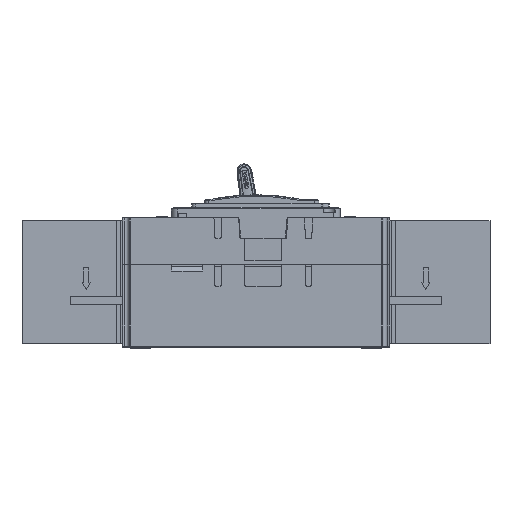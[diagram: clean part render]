
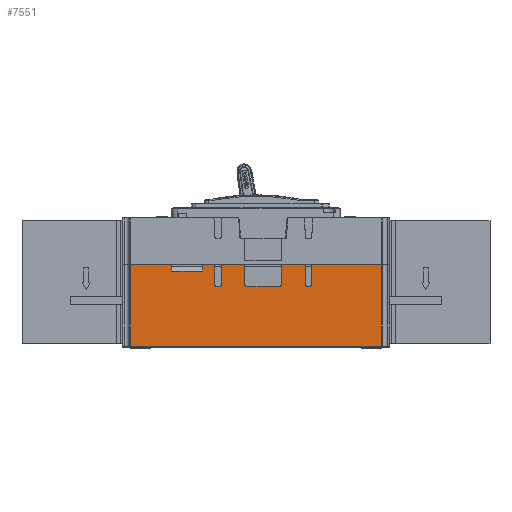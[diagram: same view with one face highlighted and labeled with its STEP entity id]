
A CAD part, front view. The second image highlights one B-rep face of the part: STEP entity #7551.
In plain terms, the highlighted planar face has unit normal (0, -1, 0).
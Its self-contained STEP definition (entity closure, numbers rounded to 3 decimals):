
#3781=PLANE('',#65496);
#7551=ADVANCED_FACE('',(#11587),#3781,.T.);
#11587=FACE_OUTER_BOUND('',#15206,.T.);
#15206=EDGE_LOOP('',(#33183,#33184,#33185,#33186,#33187,#33188,#33189,#33190,
#33191,#33192,#33193,#33194,#33195,#33196,#33197,#33198,#33199,#33200,#33201,
#33202,#33203,#33204,#33205,#33206,#33207,#33208));
#16875=CIRCLE('',#64455,0.5);
#16876=CIRCLE('',#64458,0.5);
#16931=CIRCLE('',#64562,0.5);
#16932=CIRCLE('',#64565,0.5);
#16943=CIRCLE('',#64595,0.5);
#17337=CIRCLE('',#65489,0.5);
#33183=ORIENTED_EDGE('',*,*,#48565,.T.);
#33184=ORIENTED_EDGE('',*,*,#48563,.F.);
#33185=ORIENTED_EDGE('',*,*,#48544,.T.);
#33186=ORIENTED_EDGE('',*,*,#47006,.T.);
#33187=ORIENTED_EDGE('',*,*,#47004,.T.);
#33188=ORIENTED_EDGE('',*,*,#47002,.T.);
#33189=ORIENTED_EDGE('',*,*,#47000,.T.);
#33190=ORIENTED_EDGE('',*,*,#46993,.T.);
#33191=ORIENTED_EDGE('',*,*,#48543,.F.);
#33192=ORIENTED_EDGE('',*,*,#46989,.T.);
#33193=ORIENTED_EDGE('',*,*,#46986,.T.);
#33194=ORIENTED_EDGE('',*,*,#46983,.F.);
#33195=ORIENTED_EDGE('',*,*,#48542,.F.);
#33196=ORIENTED_EDGE('',*,*,#47097,.T.);
#33197=ORIENTED_EDGE('',*,*,#47116,.T.);
#33198=ORIENTED_EDGE('',*,*,#48486,.T.);
#33199=ORIENTED_EDGE('',*,*,#48549,.F.);
#33200=ORIENTED_EDGE('',*,*,#47135,.T.);
#33201=ORIENTED_EDGE('',*,*,#47133,.T.);
#33202=ORIENTED_EDGE('',*,*,#47131,.T.);
#33203=ORIENTED_EDGE('',*,*,#47129,.T.);
#33204=ORIENTED_EDGE('',*,*,#47122,.T.);
#33205=ORIENTED_EDGE('',*,*,#48548,.T.);
#33206=ORIENTED_EDGE('',*,*,#47190,.T.);
#33207=ORIENTED_EDGE('',*,*,#47189,.T.);
#33208=ORIENTED_EDGE('',*,*,#48573,.T.);
#39094=VERTEX_POINT('',#99966);
#39095=VERTEX_POINT('',#99967);
#39097=VERTEX_POINT('',#99973);
#39099=VERTEX_POINT('',#99979);
#39102=VERTEX_POINT('',#99986);
#39103=VERTEX_POINT('',#99988);
#39108=VERTEX_POINT('',#100002);
#39109=VERTEX_POINT('',#100006);
#39110=VERTEX_POINT('',#100010);
#39111=VERTEX_POINT('',#100014);
#39174=VERTEX_POINT('',#100205);
#39175=VERTEX_POINT('',#100207);
#39186=VERTEX_POINT('',#100320);
#39190=VERTEX_POINT('',#100332);
#39191=VERTEX_POINT('',#100334);
#39196=VERTEX_POINT('',#100348);
#39197=VERTEX_POINT('',#100352);
#39198=VERTEX_POINT('',#100356);
#39199=VERTEX_POINT('',#100360);
#39239=VERTEX_POINT('',#100469);
#39241=VERTEX_POINT('',#100476);
#39242=VERTEX_POINT('',#100480);
#40103=VERTEX_POINT('',#103261);
#40126=VERTEX_POINT('',#103435);
#40131=VERTEX_POINT('',#103461);
#40132=VERTEX_POINT('',#103465);
#46983=EDGE_CURVE('',#39094,#39095,#53557,.T.);
#46986=EDGE_CURVE('',#39097,#39095,#53560,.T.);
#46989=EDGE_CURVE('',#39099,#39097,#53563,.T.);
#46993=EDGE_CURVE('',#39103,#39102,#53567,.T.);
#47000=EDGE_CURVE('',#39108,#39103,#16875,.T.);
#47002=EDGE_CURVE('',#39109,#39108,#53573,.T.);
#47004=EDGE_CURVE('',#39110,#39109,#16876,.T.);
#47006=EDGE_CURVE('',#39111,#39110,#53576,.T.);
#47097=EDGE_CURVE('',#39175,#39174,#53630,.T.);
#47116=EDGE_CURVE('',#39174,#39186,#53634,.T.);
#47122=EDGE_CURVE('',#39191,#39190,#53638,.T.);
#47129=EDGE_CURVE('',#39196,#39191,#16931,.T.);
#47131=EDGE_CURVE('',#39197,#39196,#53644,.T.);
#47133=EDGE_CURVE('',#39198,#39197,#16932,.T.);
#47135=EDGE_CURVE('',#39199,#39198,#53647,.T.);
#47189=EDGE_CURVE('',#39239,#39241,#16943,.T.);
#47190=EDGE_CURVE('',#39242,#39239,#53690,.T.);
#48486=EDGE_CURVE('',#39186,#40103,#54600,.T.);
#48542=EDGE_CURVE('',#39175,#39094,#54642,.T.);
#48543=EDGE_CURVE('',#39099,#39102,#54643,.T.);
#48544=EDGE_CURVE('',#40126,#39111,#54644,.T.);
#48548=EDGE_CURVE('',#39190,#39242,#54648,.T.);
#48549=EDGE_CURVE('',#39199,#40103,#54649,.T.);
#48563=EDGE_CURVE('',#40126,#40131,#54663,.T.);
#48565=EDGE_CURVE('',#40132,#40131,#17337,.T.);
#48573=EDGE_CURVE('',#39241,#40132,#54669,.T.);
#53557=LINE('',#99965,#59474);
#53560=LINE('',#99972,#59477);
#53563=LINE('',#99978,#59480);
#53567=LINE('',#99987,#59484);
#53573=LINE('',#100005,#59490);
#53576=LINE('',#100013,#59493);
#53630=LINE('',#100206,#59547);
#53634=LINE('',#100321,#59551);
#53638=LINE('',#100333,#59555);
#53644=LINE('',#100351,#59561);
#53647=LINE('',#100359,#59564);
#53690=LINE('',#100479,#59607);
#54600=LINE('',#103260,#60517);
#54642=LINE('',#103432,#60559);
#54643=LINE('',#103433,#60560);
#54644=LINE('',#103434,#60561);
#54648=LINE('',#103441,#60565);
#54649=LINE('',#103442,#60566);
#54663=LINE('',#103460,#60580);
#54669=LINE('',#103482,#60586);
#59474=VECTOR('',#77233,1.);
#59477=VECTOR('',#77238,1.);
#59480=VECTOR('',#77243,1.);
#59484=VECTOR('',#77249,1.);
#59490=VECTOR('',#77267,1.);
#59493=VECTOR('',#77276,1.);
#59547=VECTOR('',#77480,1.);
#59551=VECTOR('',#77522,1.);
#59555=VECTOR('',#77534,1.);
#59561=VECTOR('',#77552,1.);
#59564=VECTOR('',#77561,1.);
#59607=VECTOR('',#77664,1.);
#60517=VECTOR('',#80282,1.);
#60559=VECTOR('',#80394,1.);
#60560=VECTOR('',#80395,1.);
#60561=VECTOR('',#80396,1.);
#60565=VECTOR('',#80400,1.);
#60566=VECTOR('',#80401,1.);
#60580=VECTOR('',#80419,1.);
#60586=VECTOR('',#80439,1.);
#64455=AXIS2_PLACEMENT_3D('',#100001,#77262,#77263);
#64458=AXIS2_PLACEMENT_3D('',#100009,#77271,#77272);
#64562=AXIS2_PLACEMENT_3D('',#100347,#77547,#77548);
#64565=AXIS2_PLACEMENT_3D('',#100355,#77556,#77557);
#64595=AXIS2_PLACEMENT_3D('',#100477,#77660,#77661);
#65489=AXIS2_PLACEMENT_3D('',#103464,#80423,#80424);
#65496=AXIS2_PLACEMENT_3D('',#103484,#80442,#80443);
#77233=DIRECTION('',(0.,0.,-1.));
#77238=DIRECTION('',(-1.,0.,0.));
#77243=DIRECTION('',(0.,0.,-1.));
#77249=DIRECTION('',(0.,0.,1.));
#77262=DIRECTION('',(0.,1.,0.));
#77263=DIRECTION('',(0.,0.,-1.));
#77267=DIRECTION('',(-1.,0.,0.));
#77271=DIRECTION('',(0.,1.,0.));
#77272=DIRECTION('',(1.,0.,0.));
#77276=DIRECTION('',(0.,0.,-1.));
#77480=DIRECTION('',(0.,0.,-1.));
#77522=DIRECTION('',(1.,0.,0.));
#77534=DIRECTION('',(0.,0.,1.));
#77547=DIRECTION('',(0.,1.,0.));
#77548=DIRECTION('',(0.,0.,-1.));
#77552=DIRECTION('',(-1.,0.,0.));
#77556=DIRECTION('',(0.,1.,0.));
#77557=DIRECTION('',(1.,0.,0.));
#77561=DIRECTION('',(0.,0.,-1.));
#77660=DIRECTION('',(0.,1.,0.));
#77661=DIRECTION('',(1.,0.,0.));
#77664=DIRECTION('',(0.,0.,-1.));
#80282=DIRECTION('',(0.,0.,1.));
#80394=DIRECTION('',(1.,0.,0.));
#80395=DIRECTION('',(1.,0.,0.));
#80396=DIRECTION('',(-1.,0.,0.));
#80400=DIRECTION('',(-1.,0.,0.));
#80401=DIRECTION('',(1.,0.,0.));
#80419=DIRECTION('',(0.,0.,-1.));
#80423=DIRECTION('',(0.,1.,0.));
#80424=DIRECTION('',(0.,0.,-1.));
#80439=DIRECTION('',(-1.,0.,0.));
#80442=DIRECTION('',(0.,-1.,0.));
#80443=DIRECTION('',(1.,0.,0.));
#99965=CARTESIAN_POINT('',(22.,0.,-0.997));
#99966=CARTESIAN_POINT('',(22.,0.,-0.997));
#99967=CARTESIAN_POINT('',(22.,0.,-3.997));
#99972=CARTESIAN_POINT('',(37.,0.,-3.997));
#99973=CARTESIAN_POINT('',(37.,0.,-3.997));
#99978=CARTESIAN_POINT('',(37.,0.,-0.997));
#99979=CARTESIAN_POINT('',(37.,0.,-0.997));
#99986=CARTESIAN_POINT('',(43.,0.,-0.997));
#99987=CARTESIAN_POINT('',(43.,0.,-10.797));
#99988=CARTESIAN_POINT('',(43.,0.,-10.797));
#100001=CARTESIAN_POINT('',(43.5,0.,-10.797));
#100002=CARTESIAN_POINT('',(43.5,0.,-11.297));
#100005=CARTESIAN_POINT('',(45.5,0.,-11.297));
#100006=CARTESIAN_POINT('',(45.5,0.,-11.297));
#100009=CARTESIAN_POINT('',(45.5,0.,-10.797));
#100010=CARTESIAN_POINT('',(46.,0.,-10.797));
#100013=CARTESIAN_POINT('',(46.,0.,-0.997));
#100014=CARTESIAN_POINT('',(46.,0.,-0.997));
#100205=CARTESIAN_POINT('',(1.736,0.,-40.497));
#100206=CARTESIAN_POINT('',(1.736,0.,-0.997));
#100207=CARTESIAN_POINT('',(1.736,0.,-0.997));
#100320=CARTESIAN_POINT('',(124.264,0.,-40.497));
#100321=CARTESIAN_POINT('',(1.736,0.,-40.497));
#100332=CARTESIAN_POINT('',(87.,0.,-0.997));
#100333=CARTESIAN_POINT('',(87.,0.,-10.797));
#100334=CARTESIAN_POINT('',(87.,0.,-10.797));
#100347=CARTESIAN_POINT('',(87.5,0.,-10.797));
#100348=CARTESIAN_POINT('',(87.5,0.,-11.297));
#100351=CARTESIAN_POINT('',(89.5,0.,-11.297));
#100352=CARTESIAN_POINT('',(89.5,0.,-11.297));
#100355=CARTESIAN_POINT('',(89.5,0.,-10.797));
#100356=CARTESIAN_POINT('',(90.,0.,-10.797));
#100359=CARTESIAN_POINT('',(90.,0.,-0.997));
#100360=CARTESIAN_POINT('',(90.,0.,-0.997));
#100469=CARTESIAN_POINT('',(75.5,0.,-10.797));
#100476=CARTESIAN_POINT('',(75.,0.,-11.297));
#100477=CARTESIAN_POINT('',(75.,0.,-10.797));
#100479=CARTESIAN_POINT('',(75.5,0.,-0.997));
#100480=CARTESIAN_POINT('',(75.5,0.,-0.997));
#103260=CARTESIAN_POINT('',(124.264,0.,-40.497));
#103261=CARTESIAN_POINT('',(124.264,0.,-0.997));
#103432=CARTESIAN_POINT('',(1.736,0.,-0.997));
#103433=CARTESIAN_POINT('',(37.,0.,-0.997));
#103434=CARTESIAN_POINT('',(57.5,0.,-0.997));
#103435=CARTESIAN_POINT('',(57.5,0.,-0.997));
#103441=CARTESIAN_POINT('',(87.,0.,-0.997));
#103442=CARTESIAN_POINT('',(90.,0.,-0.997));
#103460=CARTESIAN_POINT('',(57.5,0.,-0.997));
#103461=CARTESIAN_POINT('',(57.5,0.,-10.797));
#103464=CARTESIAN_POINT('',(58.,0.,-10.797));
#103465=CARTESIAN_POINT('',(58.,0.,-11.297));
#103482=CARTESIAN_POINT('',(75.,0.,-11.297));
#103484=CARTESIAN_POINT('',(-2.,0.,-55.497));
